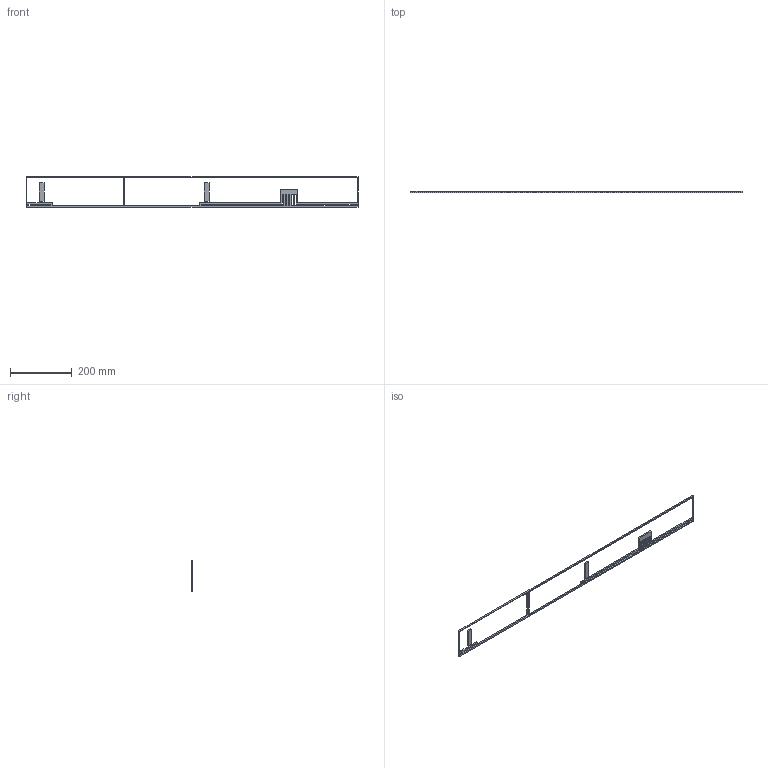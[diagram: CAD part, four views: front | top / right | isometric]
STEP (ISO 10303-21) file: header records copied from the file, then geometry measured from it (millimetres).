
FILE_DESCRIPTION (( 'STEP AP214' ), '1' );
FILE_NAME ('D1500266-v1.STEP', '2015-09-03T16:25:41', ( '' ), ( '' ), 'SwSTEP 2.0', 'SolidWorks 2015', '' );
FILE_SCHEMA (( 'AUTOMOTIVE_DESIGN' ));
Length unit declared in the file: millimetre
Products named in the file (1): D1500266-v1
Bounding box: 1074.14 x 5 x 100 mm (x, y, z)
Volume: 80879.9 mm3; surface area: 65907.3 mm2
Topology: 3 solids, 3 shells, 110 faces, 320 edges, 212 vertices
Faces by surface type: plane 78, cylinder 32
Entity records: 3700 total; most frequent: CARTESIAN_POINT 643, ORIENTED_EDGE 640, DIRECTION 606, EDGE_CURVE 320, LINE 256, VECTOR 256, VERTEX_POINT 212, AXIS2_PLACEMENT_3D 175
